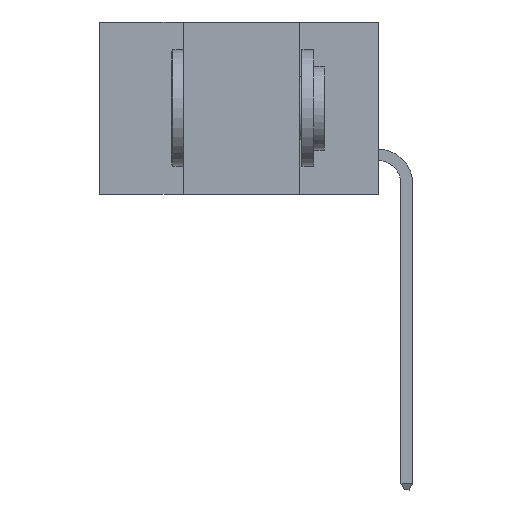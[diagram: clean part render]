
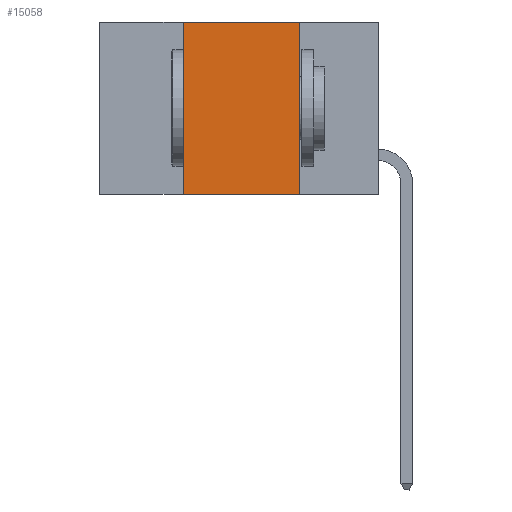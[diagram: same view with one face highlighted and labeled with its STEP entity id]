
A CAD part, left-side view. The second image highlights one B-rep face of the part: STEP entity #15058.
In plain terms, the highlighted planar face has unit normal (-1, 0, 0).
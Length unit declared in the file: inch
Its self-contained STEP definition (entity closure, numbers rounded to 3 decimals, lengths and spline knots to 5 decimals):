
#4824 = CARTESIAN_POINT ( 'NONE',  ( 0., 0.17, -0.37 ) ) ;
#4845 = EDGE_LOOP ( 'NONE', ( #30205, #25208, #19372, #6888 ) ) ;
#5083 = LINE ( 'NONE', #10138, #17524 ) ;
#5085 = DIRECTION ( 'NONE',  ( 0., 0., 1. ) ) ;
#5860 = DIRECTION ( 'NONE',  ( 0., -1., 0. ) ) ;
#6888 = ORIENTED_EDGE ( 'NONE', *, *, #8321, .T. ) ;
#7426 = CARTESIAN_POINT ( 'NONE',  ( 0., 0.6, 0. ) ) ;
#8321 = EDGE_CURVE ( 'NONE', #14661, #27071, #24621, .T. ) ;
#9552 = VECTOR ( 'NONE', #5085, 39.37008 ) ;
#10138 = CARTESIAN_POINT ( 'NONE',  ( 0., 0.6, 0. ) ) ;
#10618 = VECTOR ( 'NONE', #31315, 39.37008 ) ;
#11639 = EDGE_CURVE ( 'NONE', #14661, #12633, #27947, .T. ) ;
#12359 = PLANE ( 'NONE',  #17181 ) ;
#12633 = VERTEX_POINT ( 'NONE', #28774 ) ;
#12847 = VECTOR ( 'NONE', #5860, 39.37008 ) ;
#14661 = VERTEX_POINT ( 'NONE', #23374 ) ;
#14891 = DIRECTION ( 'NONE',  ( 0., 0., -1. ) ) ;
#15058 = ADVANCED_FACE ( 'NONE', ( #27697 ), #12359, .F. ) ;
#16521 = CARTESIAN_POINT ( 'NONE',  ( 0., 0.17, 0. ) ) ;
#17181 = AXIS2_PLACEMENT_3D ( 'NONE', #7426, #29826, #14891 ) ;
#17524 = VECTOR ( 'NONE', #30098, 39.37008 ) ;
#18385 = EDGE_CURVE ( 'NONE', #31495, #27071, #31295, .T. ) ;
#19372 = ORIENTED_EDGE ( 'NONE', *, *, #11639, .F. ) ;
#20023 = CARTESIAN_POINT ( 'NONE',  ( 0., 0.42, 0. ) ) ;
#20799 = CARTESIAN_POINT ( 'NONE',  ( 0., 0.6, -0.37 ) ) ;
#21467 = CARTESIAN_POINT ( 'NONE',  ( 0., 0.17, 0. ) ) ;
#22888 = EDGE_CURVE ( 'NONE', #12633, #31495, #5083, .T. ) ;
#23374 = CARTESIAN_POINT ( 'NONE',  ( 0., 0.42, -0.37 ) ) ;
#24621 = LINE ( 'NONE', #20799, #12847 ) ;
#25208 = ORIENTED_EDGE ( 'NONE', *, *, #22888, .F. ) ;
#27071 = VERTEX_POINT ( 'NONE', #4824 ) ;
#27697 = FACE_OUTER_BOUND ( 'NONE', #4845, .T. ) ;
#27947 = LINE ( 'NONE', #20023, #9552 ) ;
#28774 = CARTESIAN_POINT ( 'NONE',  ( 0., 0.42, 0. ) ) ;
#29826 = DIRECTION ( 'NONE',  ( 1., 0., 0. ) ) ;
#30098 = DIRECTION ( 'NONE',  ( 0., -1., 0. ) ) ;
#30205 = ORIENTED_EDGE ( 'NONE', *, *, #18385, .F. ) ;
#31295 = LINE ( 'NONE', #16521, #10618 ) ;
#31315 = DIRECTION ( 'NONE',  ( 0., 0., -1. ) ) ;
#31495 = VERTEX_POINT ( 'NONE', #21467 ) ;
